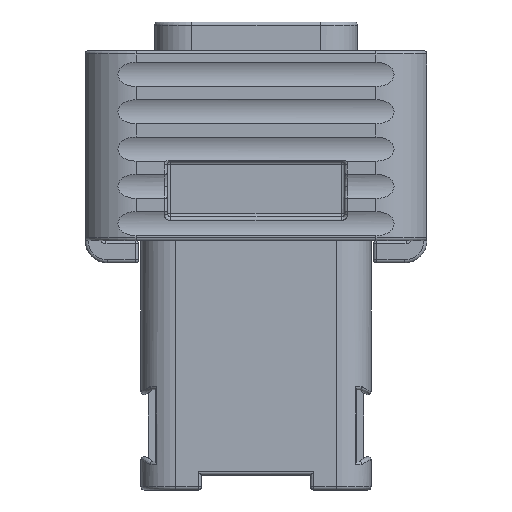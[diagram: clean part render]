
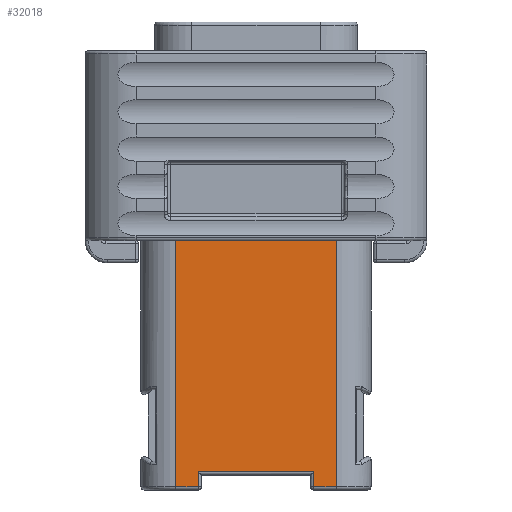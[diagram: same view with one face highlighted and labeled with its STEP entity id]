
A CAD part, front view. The second image highlights one B-rep face of the part: STEP entity #32018.
In plain terms, the highlighted planar face has unit normal (0, -1, 0).
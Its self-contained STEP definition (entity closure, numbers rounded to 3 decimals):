
#100=DIRECTION('',(1.,0.,0.));
#101=VECTOR('',#100,12.9);
#102=CARTESIAN_POINT('',(-6.45,-9.25,0.));
#103=LINE('',#102,#101);
#5934=DIRECTION('',(0.,0.,1.));
#5935=VECTOR('',#5934,1.2);
#5936=CARTESIAN_POINT('',(-4.647,-9.25,-19.81));
#5937=LINE('',#5936,#5935);
#5948=DIRECTION('',(-1.,0.,0.));
#5949=VECTOR('',#5948,9.294);
#5950=CARTESIAN_POINT('',(4.647,-9.25,-18.61));
#5951=LINE('',#5950,#5949);
#5952=DIRECTION('',(-1.,0.,0.));
#5953=VECTOR('',#5952,1.803);
#5954=CARTESIAN_POINT('',(-4.647,-9.25,-19.81));
#5955=LINE('',#5954,#5953);
#5956=DIRECTION('',(0.,0.,-1.));
#5957=VECTOR('',#5956,19.81);
#5958=CARTESIAN_POINT('',(-6.45,-9.25,0.));
#5959=LINE('',#5958,#5957);
#5960=DIRECTION('',(0.,0.,-1.));
#5961=VECTOR('',#5960,19.81);
#5962=CARTESIAN_POINT('',(6.45,-9.25,0.));
#5963=LINE('',#5962,#5961);
#5964=DIRECTION('',(-1.,0.,0.));
#5965=VECTOR('',#5964,1.803);
#5966=CARTESIAN_POINT('',(6.45,-9.25,-19.81));
#5967=LINE('',#5966,#5965);
#6001=DIRECTION('',(0.,0.,-1.));
#6002=VECTOR('',#6001,1.2);
#6003=CARTESIAN_POINT('',(4.647,-9.25,-18.61));
#6004=LINE('',#6003,#6002);
#19715=CARTESIAN_POINT('',(-6.45,-9.25,0.));
#19716=CARTESIAN_POINT('',(6.45,-9.25,0.));
#19717=VERTEX_POINT('',#19715);
#19718=VERTEX_POINT('',#19716);
#21390=CARTESIAN_POINT('',(-4.647,-9.25,-19.81));
#21392=VERTEX_POINT('',#21390);
#21397=CARTESIAN_POINT('',(-6.45,-9.25,-19.81));
#21398=VERTEX_POINT('',#21397);
#21421=CARTESIAN_POINT('',(6.45,-9.25,-19.81));
#21422=VERTEX_POINT('',#21421);
#21425=CARTESIAN_POINT('',(4.647,-9.25,-19.81));
#21426=VERTEX_POINT('',#21425);
#21612=CARTESIAN_POINT('',(4.647,-9.25,-18.61));
#21613=CARTESIAN_POINT('',(-4.647,-9.25,-18.61));
#21614=VERTEX_POINT('',#21612);
#21615=VERTEX_POINT('',#21613);
#31997=CARTESIAN_POINT('',(-9.25,-9.25,-20.06));
#31998=DIRECTION('',(0.,-1.,0.));
#31999=DIRECTION('',(1.,0.,0.));
#32000=AXIS2_PLACEMENT_3D('',#31997,#31998,#31999);
#32001=PLANE('',#32000);
#32003=ORIENTED_EDGE('',*,*,#32002,.T.);
#32004=ORIENTED_EDGE('',*,*,#31986,.F.);
#32006=ORIENTED_EDGE('',*,*,#32005,.T.);
#32008=ORIENTED_EDGE('',*,*,#32007,.F.);
#32009=ORIENTED_EDGE('',*,*,#23765,.T.);
#32011=ORIENTED_EDGE('',*,*,#32010,.T.);
#32013=ORIENTED_EDGE('',*,*,#32012,.T.);
#32015=ORIENTED_EDGE('',*,*,#32014,.F.);
#32016=EDGE_LOOP('',(#32003,#32004,#32006,#32008,#32009,#32011,#32013,#32015));
#32017=FACE_OUTER_BOUND('',#32016,.F.);
#32018=ADVANCED_FACE('',(#32017),#32001,.T.);
#23765=EDGE_CURVE('',#19717,#19718,#103,.T.);
#31986=EDGE_CURVE('',#21392,#21615,#5937,.T.);
#32002=EDGE_CURVE('',#21614,#21615,#5951,.T.);
#32005=EDGE_CURVE('',#21392,#21398,#5955,.T.);
#32007=EDGE_CURVE('',#19717,#21398,#5959,.T.);
#32010=EDGE_CURVE('',#19718,#21422,#5963,.T.);
#32012=EDGE_CURVE('',#21422,#21426,#5967,.T.);
#32014=EDGE_CURVE('',#21614,#21426,#6004,.T.);
